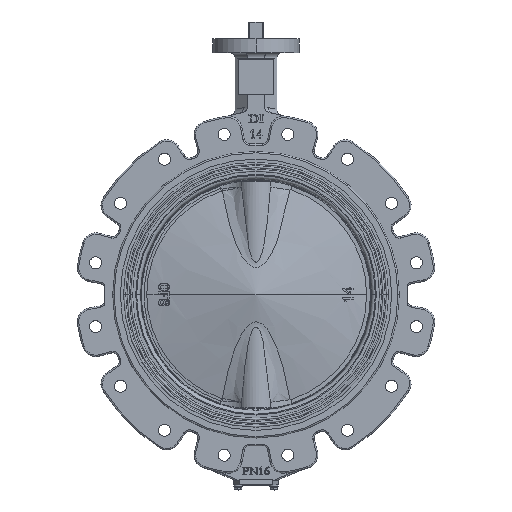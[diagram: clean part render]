
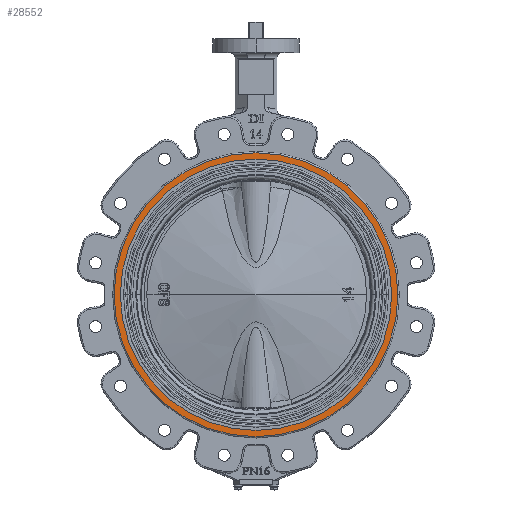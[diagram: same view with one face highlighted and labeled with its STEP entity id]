
A CAD part, top view. The second image highlights one B-rep face of the part: STEP entity #28552.
In plain terms, the highlighted planar face has unit normal (0, 0, 1).
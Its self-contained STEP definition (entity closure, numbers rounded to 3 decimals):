
#2482 = EDGE_CURVE ( 'NONE', #25957, #31139, #13333, .T. ) ;
#3291 = CIRCLE ( 'NONE', #56377, 195. ) ;
#5880 = DIRECTION ( 'NONE',  ( 0., 0., 1. ) ) ;
#6218 = FACE_OUTER_BOUND ( 'NONE', #23271, .T. ) ;
#6592 = EDGE_CURVE ( 'NONE', #31139, #25957, #41081, .T. ) ;
#9513 = DIRECTION ( 'NONE',  ( 1., 0., 0. ) ) ;
#10318 = CARTESIAN_POINT ( 'NONE',  ( 204., 0., 38. ) ) ;
#10427 = CARTESIAN_POINT ( 'NONE',  ( 0., 0., 38. ) ) ;
#13333 = CIRCLE ( 'NONE', #17572, 204. ) ;
#13636 = DIRECTION ( 'NONE',  ( 0., 0., 1. ) ) ;
#13700 = CARTESIAN_POINT ( 'NONE',  ( 0., 0., 38. ) ) ;
#14695 = DIRECTION ( 'NONE',  ( 0., 0., 1. ) ) ;
#17572 = AXIS2_PLACEMENT_3D ( 'NONE', #13700, #14695, #44688 ) ;
#19306 = DIRECTION ( 'NONE',  ( 0., 0., -1. ) ) ;
#19793 = CIRCLE ( 'NONE', #35436, 195. ) ;
#20615 = CARTESIAN_POINT ( 'NONE',  ( 0., 0., 38. ) ) ;
#22403 = VERTEX_POINT ( 'NONE', #64583 ) ;
#23271 = EDGE_LOOP ( 'NONE', ( #32671, #42432 ) ) ;
#25957 = VERTEX_POINT ( 'NONE', #57377 ) ;
#28552 = ADVANCED_FACE ( 'NONE', ( #6218, #31967 ), #51799, .T. ) ;
#29365 = DIRECTION ( 'NONE',  ( 1., 0., 0. ) ) ;
#30642 = AXIS2_PLACEMENT_3D ( 'NONE', #10427, #5880, #29365 ) ;
#31139 = VERTEX_POINT ( 'NONE', #10318 ) ;
#31967 = FACE_BOUND ( 'NONE', #51528, .T. ) ;
#32671 = ORIENTED_EDGE ( 'NONE', *, *, #6592, .T. ) ;
#33172 = EDGE_CURVE ( 'NONE', #22403, #45861, #3291, .T. ) ;
#35108 = CARTESIAN_POINT ( 'NONE',  ( 195., 0., 38. ) ) ;
#35436 = AXIS2_PLACEMENT_3D ( 'NONE', #20615, #19306, #9513 ) ;
#36806 = DIRECTION ( 'NONE',  ( 1., 0., 0. ) ) ;
#38471 = DIRECTION ( 'NONE',  ( 1., 0., 0. ) ) ;
#38770 = CARTESIAN_POINT ( 'NONE',  ( 0., 0., 38. ) ) ;
#41081 = CIRCLE ( 'NONE', #30642, 204. ) ;
#41997 = CARTESIAN_POINT ( 'NONE',  ( 0., 0., 38. ) ) ;
#42432 = ORIENTED_EDGE ( 'NONE', *, *, #2482, .T. ) ;
#44688 = DIRECTION ( 'NONE',  ( 1., 0., 0. ) ) ;
#45861 = VERTEX_POINT ( 'NONE', #35108 ) ;
#51528 = EDGE_LOOP ( 'NONE', ( #54312, #57387 ) ) ;
#51799 = PLANE ( 'NONE',  #57676 ) ;
#53424 = EDGE_CURVE ( 'NONE', #45861, #22403, #19793, .T. ) ;
#54312 = ORIENTED_EDGE ( 'NONE', *, *, #53424, .T. ) ;
#56377 = AXIS2_PLACEMENT_3D ( 'NONE', #41997, #56666, #36806 ) ;
#56666 = DIRECTION ( 'NONE',  ( 0., 0., -1. ) ) ;
#57377 = CARTESIAN_POINT ( 'NONE',  ( -204., 0., 38. ) ) ;
#57387 = ORIENTED_EDGE ( 'NONE', *, *, #33172, .T. ) ;
#57676 = AXIS2_PLACEMENT_3D ( 'NONE', #38770, #13636, #38471 ) ;
#64583 = CARTESIAN_POINT ( 'NONE',  ( -195., 0., 38. ) ) ;
